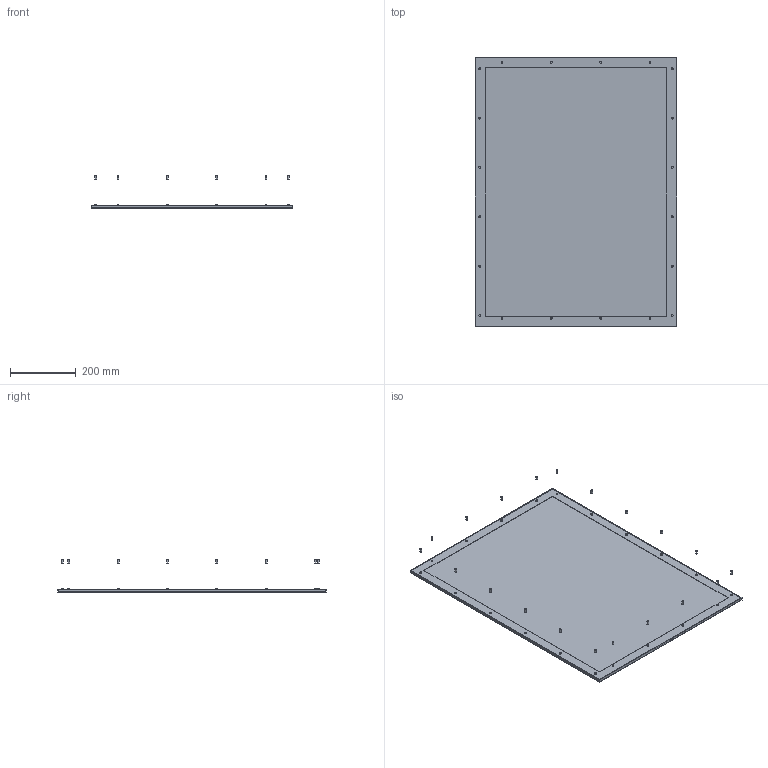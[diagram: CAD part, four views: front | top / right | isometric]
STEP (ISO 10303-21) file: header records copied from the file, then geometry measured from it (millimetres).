
FILE_DESCRIPTION(/* description */ (''),/* implementation_level */ '2;1');
FILE_NAME(/* name */ 'Spegel 606×809 m. J-list.stp',/* time_stamp */ '2021-11-29T12:00:12+01:00',/* author */ ('JOSE'),/* organization */ (''),/* preprocessor_version */ 'ST-DEVELOPER v18',/* originating_system */ 'Autodesk Inventor 2020',/* authorisation */ '');
FILE_SCHEMA (('AUTOMOTIVE_DESIGN { 1 0 10303 214 3 1 1 }'));
Length unit declared in the file: millimetre
Products named in the file (1): Spegel 606×809 m. J-list
Bounding box: 612 x 815 x 99 mm (x, y, z)
Volume: 2128876.3 mm3; surface area: 1112789.5 mm2
Topology: 1 solids, 21 shells, 86 faces, 220 edges, 160 vertices
Faces by surface type: plane 46, cylinder 40
Full cylindrical faces by diameter (mm): 5.5 x40
Entity records: 2776 total; most frequent: DIRECTION 514, CARTESIAN_POINT 467, ORIENTED_EDGE 360, EDGE_CURVE 220, AXIS2_PLACEMENT_3D 207, VERTEX_POINT 160, CIRCLE 120, EDGE_LOOP 110
